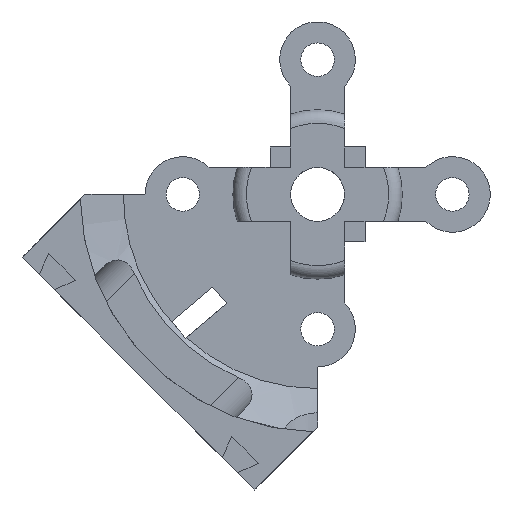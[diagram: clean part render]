
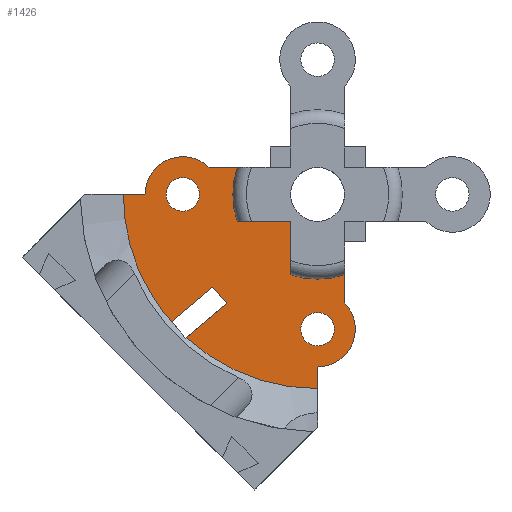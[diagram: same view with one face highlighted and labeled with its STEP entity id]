
A CAD part, front view. The second image highlights one B-rep face of the part: STEP entity #1426.
In plain terms, the highlighted planar face has unit normal (0, -1, 0).
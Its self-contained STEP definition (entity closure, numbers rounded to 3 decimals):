
#65=FACE_BOUND('',#223,.T.);
#66=FACE_BOUND('',#224,.T.);
#85=CIRCLE('',#1525,36.);
#86=CIRCLE('',#1526,7.);
#87=CIRCLE('',#1527,15.7);
#88=CIRCLE('',#1528,15.7);
#89=CIRCLE('',#1529,7.);
#90=CIRCLE('',#1530,36.);
#91=CIRCLE('',#1531,3.1);
#92=CIRCLE('',#1532,3.1);
#144=FACE_OUTER_BOUND('',#222,.T.);
#222=EDGE_LOOP('',(#964,#965,#966,#967,#968,#969,#970,#971,#972,#973,#974,
#975,#976,#977,#978,#979));
#223=EDGE_LOOP('',(#980));
#224=EDGE_LOOP('',(#981));
#316=LINE('',#2052,#455);
#320=LINE('',#2060,#459);
#323=LINE('',#2066,#462);
#326=LINE('',#2076,#465);
#328=LINE('',#2085,#467);
#329=LINE('',#2089,#468);
#330=LINE('',#2093,#469);
#331=LINE('',#2095,#470);
#332=LINE('',#2099,#471);
#333=LINE('',#2103,#472);
#455=VECTOR('',#1653,10.);
#459=VECTOR('',#1659,10.);
#462=VECTOR('',#1664,10.);
#465=VECTOR('',#1669,10.);
#467=VECTOR('',#1675,10.);
#468=VECTOR('',#1678,10.);
#469=VECTOR('',#1681,10.);
#470=VECTOR('',#1682,10.);
#471=VECTOR('',#1685,10.);
#472=VECTOR('',#1688,10.);
#594=VERTEX_POINT('',#2050);
#595=VERTEX_POINT('',#2051);
#598=VERTEX_POINT('',#2059);
#600=VERTEX_POINT('',#2065);
#603=VERTEX_POINT('',#2075);
#604=VERTEX_POINT('',#2082);
#605=VERTEX_POINT('',#2084);
#606=VERTEX_POINT('',#2086);
#607=VERTEX_POINT('',#2088);
#608=VERTEX_POINT('',#2090);
#609=VERTEX_POINT('',#2092);
#610=VERTEX_POINT('',#2094);
#611=VERTEX_POINT('',#2096);
#612=VERTEX_POINT('',#2098);
#613=VERTEX_POINT('',#2100);
#614=VERTEX_POINT('',#2102);
#615=VERTEX_POINT('',#2105);
#616=VERTEX_POINT('',#2107);
#733=EDGE_CURVE('',#594,#595,#316,.T.);
#737=EDGE_CURVE('',#595,#598,#320,.T.);
#740=EDGE_CURVE('',#598,#600,#323,.T.);
#744=EDGE_CURVE('',#603,#594,#326,.T.);
#747=EDGE_CURVE('',#604,#600,#85,.T.);
#748=EDGE_CURVE('',#604,#605,#328,.T.);
#749=EDGE_CURVE('',#605,#606,#86,.T.);
#750=EDGE_CURVE('',#607,#606,#329,.T.);
#751=EDGE_CURVE('',#607,#608,#87,.T.);
#752=EDGE_CURVE('',#608,#609,#330,.T.);
#753=EDGE_CURVE('',#609,#610,#331,.T.);
#754=EDGE_CURVE('',#610,#611,#88,.T.);
#755=EDGE_CURVE('',#612,#611,#332,.T.);
#756=EDGE_CURVE('',#612,#613,#89,.T.);
#757=EDGE_CURVE('',#613,#614,#333,.T.);
#758=EDGE_CURVE('',#603,#614,#90,.T.);
#759=EDGE_CURVE('',#615,#615,#91,.T.);
#760=EDGE_CURVE('',#616,#616,#92,.T.);
#964=ORIENTED_EDGE('',*,*,#744,.T.);
#965=ORIENTED_EDGE('',*,*,#733,.T.);
#966=ORIENTED_EDGE('',*,*,#737,.T.);
#967=ORIENTED_EDGE('',*,*,#740,.T.);
#968=ORIENTED_EDGE('',*,*,#747,.F.);
#969=ORIENTED_EDGE('',*,*,#748,.T.);
#970=ORIENTED_EDGE('',*,*,#749,.T.);
#971=ORIENTED_EDGE('',*,*,#750,.F.);
#972=ORIENTED_EDGE('',*,*,#751,.T.);
#973=ORIENTED_EDGE('',*,*,#752,.T.);
#974=ORIENTED_EDGE('',*,*,#753,.T.);
#975=ORIENTED_EDGE('',*,*,#754,.T.);
#976=ORIENTED_EDGE('',*,*,#755,.F.);
#977=ORIENTED_EDGE('',*,*,#756,.T.);
#978=ORIENTED_EDGE('',*,*,#757,.T.);
#979=ORIENTED_EDGE('',*,*,#758,.F.);
#980=ORIENTED_EDGE('',*,*,#759,.T.);
#981=ORIENTED_EDGE('',*,*,#760,.T.);
#1376=PLANE('',#1524);
#1426=ADVANCED_FACE('',(#144,#65,#66),#1376,.F.);
#1524=AXIS2_PLACEMENT_3D('',#2081,#1671,#1672);
#1525=AXIS2_PLACEMENT_3D('',#2083,#1673,#1674);
#1526=AXIS2_PLACEMENT_3D('',#2087,#1676,#1677);
#1527=AXIS2_PLACEMENT_3D('',#2091,#1679,#1680);
#1528=AXIS2_PLACEMENT_3D('',#2097,#1683,#1684);
#1529=AXIS2_PLACEMENT_3D('',#2101,#1686,#1687);
#1530=AXIS2_PLACEMENT_3D('',#2104,#1689,#1690);
#1531=AXIS2_PLACEMENT_3D('',#2106,#1691,#1692);
#1532=AXIS2_PLACEMENT_3D('',#2108,#1693,#1694);
#1653=DIRECTION('',(0.763,0.,0.646));
#1659=DIRECTION('',(0.646,0.,-0.763));
#1664=DIRECTION('',(-0.763,0.,-0.646));
#1669=DIRECTION('',(-0.646,0.,0.763));
#1671=DIRECTION('center_axis',(0.,1.,0.));
#1672=DIRECTION('ref_axis',(0.,0.,1.));
#1673=DIRECTION('center_axis',(0.,1.,0.));
#1674=DIRECTION('ref_axis',(-1.,0.,-0.02));
#1675=DIRECTION('',(0.,0.,1.));
#1676=DIRECTION('center_axis',(0.,-1.,0.));
#1677=DIRECTION('ref_axis',(1.,0.,0.));
#1678=DIRECTION('',(0.,0.,-1.));
#1679=DIRECTION('center_axis',(0.,1.,0.));
#1680=DIRECTION('ref_axis',(-0.318,0.,-0.948));
#1681=DIRECTION('',(0.,0.,1.));
#1682=DIRECTION('',(-1.,0.,0.));
#1683=DIRECTION('center_axis',(0.,1.,0.));
#1684=DIRECTION('ref_axis',(-0.948,0.,0.318));
#1685=DIRECTION('',(1.,0.,0.));
#1686=DIRECTION('center_axis',(0.,-1.,0.));
#1687=DIRECTION('ref_axis',(1.,0.,0.));
#1688=DIRECTION('',(-1.,0.,0.));
#1689=DIRECTION('center_axis',(0.,1.,0.));
#1690=DIRECTION('ref_axis',(-1.,0.,-0.02));
#1691=DIRECTION('center_axis',(0.,1.,0.));
#1692=DIRECTION('ref_axis',(1.,0.,0.));
#1693=DIRECTION('center_axis',(0.,1.,0.));
#1694=DIRECTION('ref_axis',(1.,0.,0.));
#2050=CARTESIAN_POINT('',(-27.029,0.,-23.623));
#2051=CARTESIAN_POINT('',(-19.395,0.,-17.164));
#2052=CARTESIAN_POINT('',(-9.512,0.,-8.801));
#2059=CARTESIAN_POINT('',(-16.811,0.,-20.217));
#2060=CARTESIAN_POINT('',(-18.289,0.,-18.471));
#2065=CARTESIAN_POINT('',(-24.304,0.,-26.557));
#2066=CARTESIAN_POINT('',(-10.745,0.,-15.084));
#2075=CARTESIAN_POINT('',(-25.608,0.,-25.303));
#2076=CARTESIAN_POINT('',(-27.215,0.,-23.404));
#2081=CARTESIAN_POINT('Origin',(0.,0.,0.));
#2082=CARTESIAN_POINT('',(0.,0.,-36.));
#2083=CARTESIAN_POINT('Origin',(0.,0.,0.));
#2084=CARTESIAN_POINT('',(0.,0.,-32.));
#2085=CARTESIAN_POINT('',(0.,0.,-43.134));
#2086=CARTESIAN_POINT('',(5.,0.,-20.101));
#2087=CARTESIAN_POINT('Origin',(0.,0.,-25.));
#2088=CARTESIAN_POINT('',(5.,0.,-14.883));
#2089=CARTESIAN_POINT('',(5.,0.,-5.));
#2090=CARTESIAN_POINT('',(-5.,0.,-14.883));
#2091=CARTESIAN_POINT('Origin',(0.,0.,0.));
#2092=CARTESIAN_POINT('',(-5.,0.,-5.));
#2093=CARTESIAN_POINT('',(-5.,0.,-2.5));
#2094=CARTESIAN_POINT('',(-14.883,0.,-5.));
#2095=CARTESIAN_POINT('',(-7.441,0.,-5.));
#2096=CARTESIAN_POINT('',(-14.883,0.,5.));
#2097=CARTESIAN_POINT('Origin',(0.,0.,0.));
#2098=CARTESIAN_POINT('',(-20.101,0.,5.));
#2099=CARTESIAN_POINT('',(-25.,0.,5.));
#2100=CARTESIAN_POINT('',(-32.,0.,0.));
#2101=CARTESIAN_POINT('Origin',(-25.,0.,0.));
#2102=CARTESIAN_POINT('',(-36.,0.,0.));
#2103=CARTESIAN_POINT('',(-32.,0.,0.));
#2104=CARTESIAN_POINT('Origin',(0.,0.,0.));
#2105=CARTESIAN_POINT('',(-28.1,0.,0.));
#2106=CARTESIAN_POINT('Origin',(-25.,0.,0.));
#2107=CARTESIAN_POINT('',(-3.1,0.,-25.));
#2108=CARTESIAN_POINT('Origin',(0.,0.,-25.));
